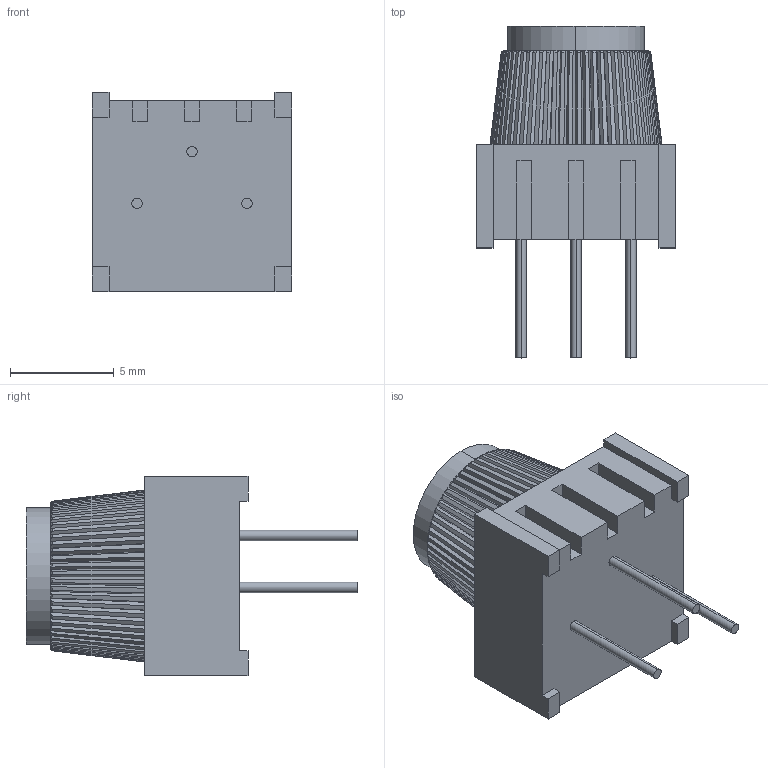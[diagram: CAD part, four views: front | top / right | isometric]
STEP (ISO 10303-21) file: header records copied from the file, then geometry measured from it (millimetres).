
FILE_DESCRIPTION (( 'STEP AP214' ), '1' );
FILE_NAME ('10 KILO-OHM BREADBOARD TRIM POTENTIOMETER WITH KNOB.STEP', '2017-07-10T06:46:46', ( '' ), ( '' ), 'SwSTEP 2.0', 'SolidWorks 2017', '' );
FILE_SCHEMA (( 'AUTOMOTIVE_DESIGN' ));
Length unit declared in the file: millimetre
Products named in the file (3): BASE, 10 KILO-OHM BREADBOARD TRIM POTENTIOMETER WITH KNOB; KNOB, 10 KILO-OHM BREADBOARD TRIM POTENTIOMETER WITH KNOB; 10 KILO-OHM BREADBOARD TRIM POTENTIOMETER WITH KNOB
Assembly tree (2 placements, depth 2):
  10 KILO-OHM BREADBOARD TRIM POTENTIOMETER WITH KNOB
    BASE, 10 KILO-OHM BREADBOARD TRIM POTENTIOMETER WITH KNOB
    KNOB, 10 KILO-OHM BREADBOARD TRIM POTENTIOMETER WITH KNOB
Bounding box: 9.6 x 16 x 9.6 mm (x, y, z)
Volume: 630.3 mm3; surface area: 743 mm2
Topology: 2 solids, 2 shells, 300 faces, 870 edges, 580 vertices
Faces by surface type: plane 168, torus 60, cone 60, cylinder 12
Entity records: 11657 total; most frequent: CARTESIAN_POINT 3561, ORIENTED_EDGE 1740, DIRECTION 1568, EDGE_CURVE 870, VERTEX_POINT 580, VECTOR 542, LINE 542, AXIS2_PLACEMENT_3D 513
